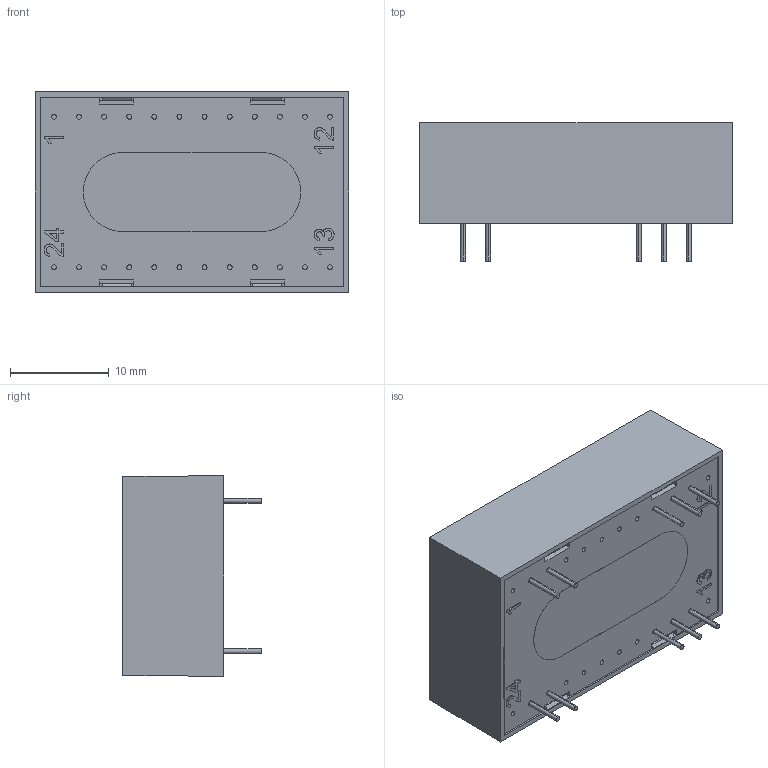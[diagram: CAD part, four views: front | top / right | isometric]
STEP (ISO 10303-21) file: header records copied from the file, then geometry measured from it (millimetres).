
FILE_DESCRIPTION (( 'STEP AP214' ), '1' );
FILE_NAME ('SCWN06.STEP', '2020-05-27T05:22:16', ( '' ), ( '' ), 'SwSTEP 2.0', 'SolidWorks 2017', '' );
FILE_SCHEMA (( 'AUTOMOTIVE_DESIGN' ));
Length unit declared in the file: millimetre
Products named in the file (4): PIN; SCWN06 CASE; SCWN06 BASE; SCWN06
Assembly tree (12 placements, depth 2):
  SCWN06
    SCWN06 BASE
    PIN  x10
    SCWN06 CASE
Bounding box: 31.75 x 14 x 20.3 mm (x, y, z)
Volume: 1666.2 mm3; surface area: 4760.9 mm2
Topology: 12 solids, 12 shells, 980 faces, 2559 edges, 1626 vertices
Faces by surface type: plane 531, cylinder 387, bspline 62
Entity records: 17830 total; most frequent: CARTESIAN_POINT 6702, ORIENTED_EDGE 2364, DIRECTION 2130, EDGE_CURVE 1182, VERTEX_POINT 780, VECTOR 754, LINE 754, AXIS2_PLACEMENT_3D 688
